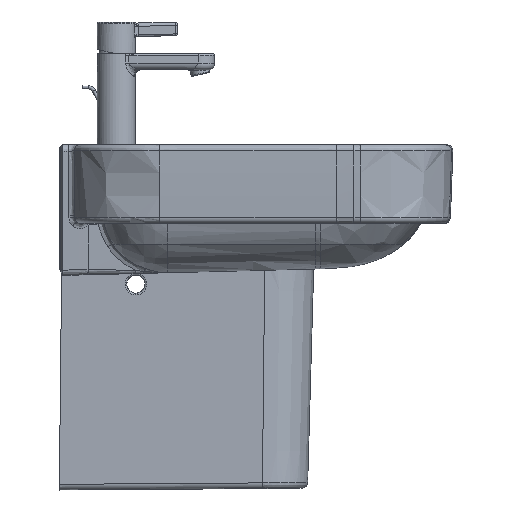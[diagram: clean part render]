
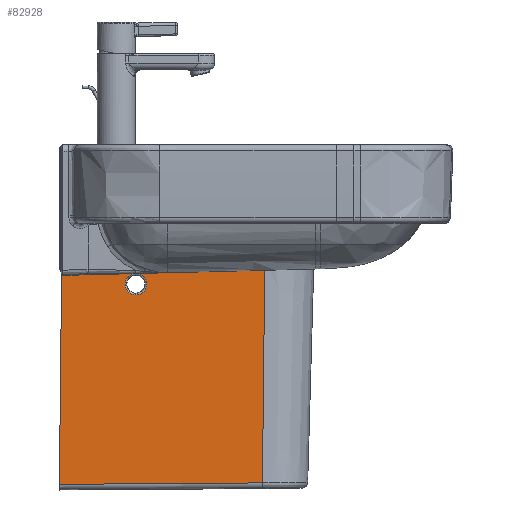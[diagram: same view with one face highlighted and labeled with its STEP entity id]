
A CAD part, front view. The second image highlights one B-rep face of the part: STEP entity #82928.
In plain terms, the highlighted face is planar.
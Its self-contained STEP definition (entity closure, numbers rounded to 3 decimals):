
#82839=CARTESIAN_POINT('',(103.209,-96.569,46.265));
#82840=VERTEX_POINT('',#82839);
#82848=CARTESIAN_POINT('',(103.472,-90.02,35.035));
#82849=DIRECTION('',(1.,-0.01,0.017));
#82850=DIRECTION('',(0.02,0.504,-0.864));
#82851=AXIS2_PLACEMENT_3D('',#82848,#82849,#82850);
#82852=ELLIPSE('',#82851,13.003,13.0);
#82853=EDGE_CURVE('',#82840,#82840,#82852,.T.);
#82886=CARTESIAN_POINT('',(103.75,-122.805,0.0));
#82887=DIRECTION('',(1.,-0.01,0.017));
#82888=DIRECTION('',(0.017,0.0,-1.));
#82889=AXIS2_PLACEMENT_3D('',#82886,#82887,#82888);
#82890=PLANE('',#82889);
#82891=CARTESIAN_POINT('',(100.145,0.0,278.122));
#82892=VERTEX_POINT('',#82891);
#82893=CARTESIAN_POINT('',(104.899,0.0,5.794));
#82894=VERTEX_POINT('',#82893);
#82895=CARTESIAN_POINT('',(104.899,0.,5.794));
#82896=DIRECTION('',(-0.017,0.,1.));
#82897=VECTOR('',#82896,272.37);
#82898=LINE('',#82895,#82897);
#82899=EDGE_CURVE('',#82892,#82894,#82898,.F.);
#82900=ORIENTED_EDGE('',*,*,#82899,.F.);
#82901=CARTESIAN_POINT('',(97.72,-245.562,273.836));
#82902=VERTEX_POINT('',#82901);
#82903=CARTESIAN_POINT('',(100.145,0.,278.122));
#82904=DIRECTION('',(-0.01,-1.,-0.017));
#82905=VECTOR('',#82904,245.611);
#82906=LINE('',#82903,#82905);
#82907=EDGE_CURVE('',#82892,#82902,#82906,.T.);
#82908=ORIENTED_EDGE('',*,*,#82907,.T.);
#82909=CARTESIAN_POINT('',(102.444,-245.61,3.222));
#82910=VERTEX_POINT('',#82909);
#82911=CARTESIAN_POINT('',(97.72,-245.562,273.836));
#82912=DIRECTION('',(0.017,0.,-1.));
#82913=VECTOR('',#82912,270.656);
#82914=LINE('',#82911,#82913);
#82915=EDGE_CURVE('',#82910,#82902,#82914,.F.);
#82916=ORIENTED_EDGE('',*,*,#82915,.F.);
#82917=CARTESIAN_POINT('',(104.899,0.,5.794));
#82918=DIRECTION('',(-0.01,-1.,-0.01));
#82919=VECTOR('',#82918,245.636);
#82920=LINE('',#82917,#82919);
#82921=EDGE_CURVE('',#82910,#82894,#82920,.F.);
#82922=ORIENTED_EDGE('',*,*,#82921,.T.);
#82923=EDGE_LOOP('',(#82900,#82908,#82916,#82922));
#82924=FACE_OUTER_BOUND('',#82923,.T.);
#82925=ORIENTED_EDGE('',*,*,#82853,.F.);
#82926=EDGE_LOOP('',(#82925));
#82927=FACE_BOUND('',#82926,.T.);
#82928=ADVANCED_FACE('',(#82924,#82927),#82890,.T.);
